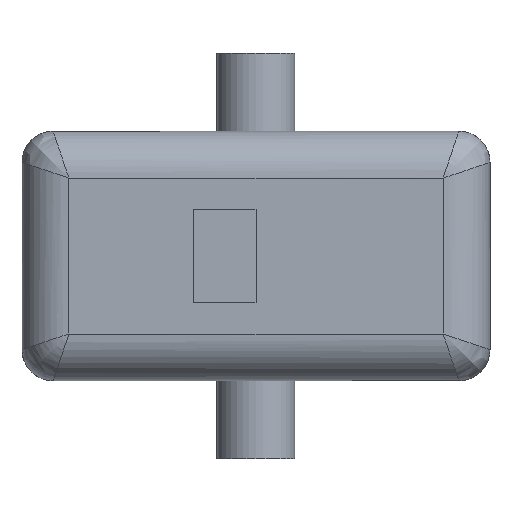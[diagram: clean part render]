
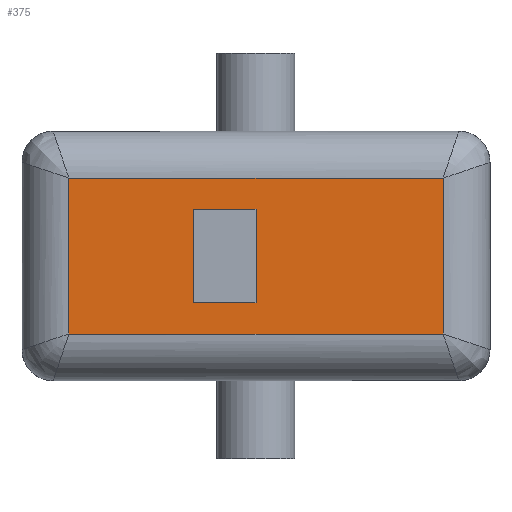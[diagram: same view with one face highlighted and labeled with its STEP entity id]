
A CAD part, front view. The second image highlights one B-rep face of the part: STEP entity #375.
In plain terms, the highlighted planar face has unit normal (0, -1, 0).
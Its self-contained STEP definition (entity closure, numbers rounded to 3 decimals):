
#95 = LINE ( 'NONE', #1418, #1535 ) ;
#96 = AXIS2_PLACEMENT_3D ( 'NONE', #1566, #1701, #1708 ) ;
#108 = VERTEX_POINT ( 'NONE', #852 ) ;
#126 = VERTEX_POINT ( 'NONE', #1675 ) ;
#176 = VECTOR ( 'NONE', #294, 1000. ) ;
#187 = DIRECTION ( 'NONE',  ( 0., 0., -1. ) ) ;
#206 = PLANE ( 'NONE',  #96 ) ;
#229 = VERTEX_POINT ( 'NONE', #626 ) ;
#256 = VECTOR ( 'NONE', #347, 1000. ) ;
#261 = ORIENTED_EDGE ( 'NONE', *, *, #769, .T. ) ;
#265 = VERTEX_POINT ( 'NONE', #1026 ) ;
#283 = ORIENTED_EDGE ( 'NONE', *, *, #879, .F. ) ;
#294 = DIRECTION ( 'NONE',  ( 0., 0., 1. ) ) ;
#339 = FACE_OUTER_BOUND ( 'NONE', #1633, .T. ) ;
#340 = EDGE_CURVE ( 'NONE', #1222, #947, #446, .T. ) ;
#347 = DIRECTION ( 'NONE',  ( 1., 0., 0. ) ) ;
#375 = ADVANCED_FACE ( 'NONE', ( #339, #466 ), #206, .F. ) ;
#409 = ORIENTED_EDGE ( 'NONE', *, *, #523, .T. ) ;
#419 = CARTESIAN_POINT ( 'NONE',  ( 0., -15., -3. ) ) ;
#441 = LINE ( 'NONE', #419, #176 ) ;
#446 = LINE ( 'NONE', #1529, #630 ) ;
#466 = FACE_BOUND ( 'NONE', #500, .T. ) ;
#473 = LINE ( 'NONE', #1013, #256 ) ;
#500 = EDGE_LOOP ( 'NONE', ( #905, #682, #283, #942 ) ) ;
#523 = EDGE_CURVE ( 'NONE', #947, #265, #473, .T. ) ;
#626 = CARTESIAN_POINT ( 'NONE',  ( 0., -15., 3. ) ) ;
#630 = VECTOR ( 'NONE', #187, 1000. ) ;
#654 = EDGE_CURVE ( 'NONE', #229, #126, #964, .T. ) ;
#655 = DIRECTION ( 'NONE',  ( 0., 0., -1. ) ) ;
#682 = ORIENTED_EDGE ( 'NONE', *, *, #741, .F. ) ;
#741 = EDGE_CURVE ( 'NONE', #987, #108, #1688, .T. ) ;
#769 = EDGE_CURVE ( 'NONE', #967, #1222, #95, .T. ) ;
#770 = LINE ( 'NONE', #1456, #1043 ) ;
#786 = VECTOR ( 'NONE', #1143, 1000. ) ;
#852 = CARTESIAN_POINT ( 'NONE',  ( 0., -15., -3. ) ) ;
#868 = CARTESIAN_POINT ( 'NONE',  ( -4., -15., -3. ) ) ;
#879 = EDGE_CURVE ( 'NONE', #126, #987, #770, .T. ) ;
#905 = ORIENTED_EDGE ( 'NONE', *, *, #1273, .F. ) ;
#942 = ORIENTED_EDGE ( 'NONE', *, *, #654, .F. ) ;
#947 = VERTEX_POINT ( 'NONE', #970 ) ;
#964 = LINE ( 'NONE', #1508, #1251 ) ;
#967 = VERTEX_POINT ( 'NONE', #1097 ) ;
#970 = CARTESIAN_POINT ( 'NONE',  ( -12., -15., -5. ) ) ;
#987 = VERTEX_POINT ( 'NONE', #868 ) ;
#1013 = CARTESIAN_POINT ( 'NONE',  ( -15., -15., -5. ) ) ;
#1026 = CARTESIAN_POINT ( 'NONE',  ( 12., -15., -5. ) ) ;
#1038 = DIRECTION ( 'NONE',  ( -1., 0., 0. ) ) ;
#1043 = VECTOR ( 'NONE', #655, 1000. ) ;
#1048 = EDGE_CURVE ( 'NONE', #265, #967, #1592, .T. ) ;
#1087 = CARTESIAN_POINT ( 'NONE',  ( 12., -15., 8. ) ) ;
#1097 = CARTESIAN_POINT ( 'NONE',  ( 12., -15., 5. ) ) ;
#1143 = DIRECTION ( 'NONE',  ( 1., 0., 0. ) ) ;
#1205 = ORIENTED_EDGE ( 'NONE', *, *, #340, .T. ) ;
#1222 = VERTEX_POINT ( 'NONE', #1495 ) ;
#1238 = ORIENTED_EDGE ( 'NONE', *, *, #1048, .T. ) ;
#1251 = VECTOR ( 'NONE', #1518, 1000. ) ;
#1260 = DIRECTION ( 'NONE',  ( 0., 0., 1. ) ) ;
#1273 = EDGE_CURVE ( 'NONE', #108, #229, #441, .T. ) ;
#1298 = CARTESIAN_POINT ( 'NONE',  ( 0., -15., -3. ) ) ;
#1418 = CARTESIAN_POINT ( 'NONE',  ( -15., -15., 5. ) ) ;
#1456 = CARTESIAN_POINT ( 'NONE',  ( -4., -15., -3. ) ) ;
#1495 = CARTESIAN_POINT ( 'NONE',  ( -12., -15., 5. ) ) ;
#1508 = CARTESIAN_POINT ( 'NONE',  ( 0., -15., 3. ) ) ;
#1518 = DIRECTION ( 'NONE',  ( -1., 0., 0. ) ) ;
#1529 = CARTESIAN_POINT ( 'NONE',  ( -12., -15., 8. ) ) ;
#1535 = VECTOR ( 'NONE', #1038, 1000. ) ;
#1566 = CARTESIAN_POINT ( 'NONE',  ( -15., -15., 8. ) ) ;
#1592 = LINE ( 'NONE', #1087, #1643 ) ;
#1633 = EDGE_LOOP ( 'NONE', ( #261, #1205, #409, #1238 ) ) ;
#1643 = VECTOR ( 'NONE', #1260, 1000. ) ;
#1675 = CARTESIAN_POINT ( 'NONE',  ( -4., -15., 3. ) ) ;
#1688 = LINE ( 'NONE', #1298, #786 ) ;
#1701 = DIRECTION ( 'NONE',  ( 0., 1., 0. ) ) ;
#1708 = DIRECTION ( 'NONE',  ( 0., 0., 1. ) ) ;
